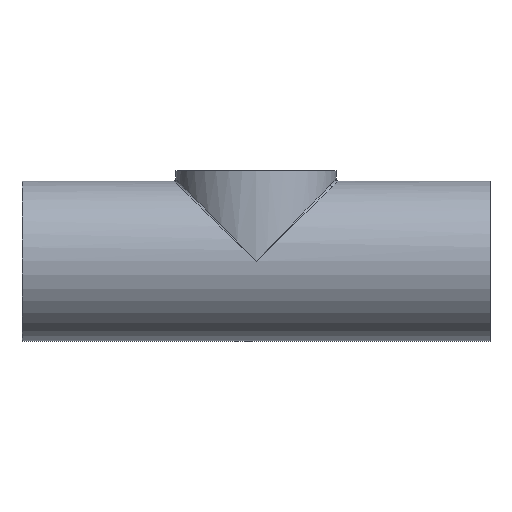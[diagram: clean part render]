
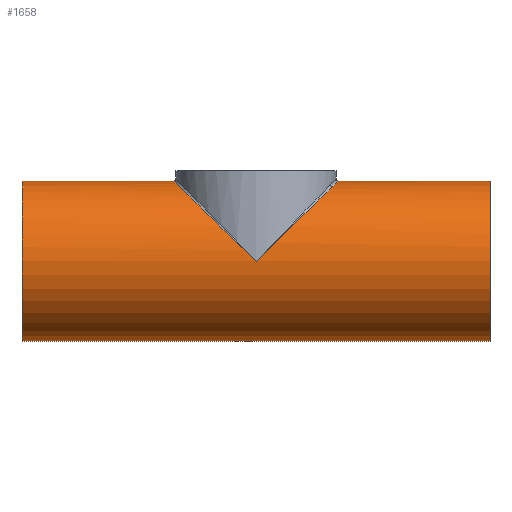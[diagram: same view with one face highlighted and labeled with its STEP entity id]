
A CAD part, front view. The second image highlights one B-rep face of the part: STEP entity #1658.
In plain terms, the highlighted cylindrical face has radius 77 mm (diameter 154 mm), a full revolution.
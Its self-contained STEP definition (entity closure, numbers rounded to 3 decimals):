
#1304=CARTESIAN_POINT('',(0.0,77.0,0.0));
#1305=VERTEX_POINT('',#1304);
#1306=CARTESIAN_POINT('',(0.0,-77.0,0.0));
#1307=VERTEX_POINT('',#1306);
#1308=CARTESIAN_POINT('',(0.0,0.0,0.0));
#1309=DIRECTION('',(0.698,0.0,0.716));
#1310=DIRECTION('',(-0.716,0.0,0.698));
#1311=AXIS2_PLACEMENT_3D('',#1308,#1309,#1310);
#1312=ELLIPSE('',#1311,110.318,77.);
#1313=EDGE_CURVE('',#1305,#1307,#1312,.T.);
#1556=CARTESIAN_POINT('',(0.0,0.0,0.0));
#1557=DIRECTION('',(-0.698,0.0,0.716));
#1558=DIRECTION('',(0.716,0.0,0.698));
#1559=AXIS2_PLACEMENT_3D('',#1556,#1557,#1558);
#1560=ELLIPSE('',#1559,110.318,77.);
#1561=EDGE_CURVE('',#1307,#1305,#1560,.T.);
#1627=CARTESIAN_POINT('',(0.0,0.0,0.0));
#1628=DIRECTION('',(-1.0,0.0,0.0));
#1629=DIRECTION('',(0.0,-1.0,0.0));
#1630=AXIS2_PLACEMENT_3D('',#1627,#1628,#1629);
#1631=CYLINDRICAL_SURFACE('',#1630,77.);
#1632=CARTESIAN_POINT('',(-225.0,-77.,0.0));
#1633=VERTEX_POINT('',#1632);
#1634=CARTESIAN_POINT('',(-225.0,0.0,0.0));
#1635=DIRECTION('',(-1.0,0.0,0.0));
#1636=DIRECTION('',(0.0,-1.0,0.0));
#1637=AXIS2_PLACEMENT_3D('',#1634,#1635,#1636);
#1638=CIRCLE('',#1637,77.);
#1639=EDGE_CURVE('',#1633,#1633,#1638,.T.);
#1640=ORIENTED_EDGE('',*,*,#1639,.F.);
#1641=EDGE_LOOP('',(#1640));
#1642=FACE_OUTER_BOUND('',#1641,.T.);
#1643=ORIENTED_EDGE('',*,*,#1313,.F.);
#1644=ORIENTED_EDGE('',*,*,#1561,.F.);
#1645=EDGE_LOOP('',(#1643,#1644));
#1646=FACE_BOUND('',#1645,.T.);
#1647=CARTESIAN_POINT('',(225.0,-77.,0.0));
#1648=VERTEX_POINT('',#1647);
#1649=CARTESIAN_POINT('',(225.,0.0,0.0));
#1650=DIRECTION('',(-1.0,0.0,0.0));
#1651=DIRECTION('',(0.0,-1.0,0.0));
#1652=AXIS2_PLACEMENT_3D('',#1649,#1650,#1651);
#1653=CIRCLE('',#1652,77.);
#1654=EDGE_CURVE('',#1648,#1648,#1653,.T.);
#1655=ORIENTED_EDGE('',*,*,#1654,.T.);
#1656=EDGE_LOOP('',(#1655));
#1657=FACE_BOUND('',#1656,.T.);
#1658=ADVANCED_FACE('',(#1642,#1646,#1657),#1631,.T.);
